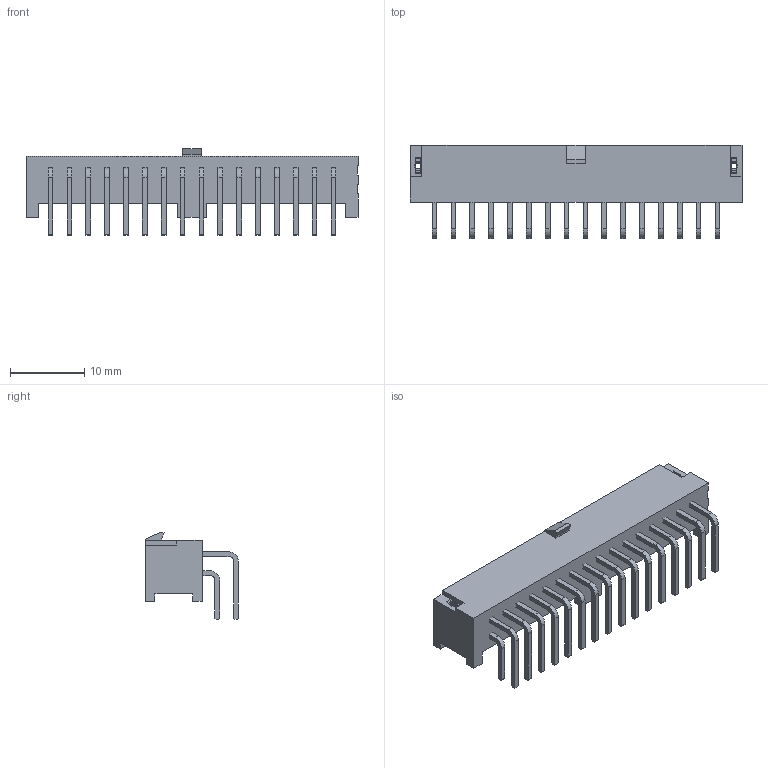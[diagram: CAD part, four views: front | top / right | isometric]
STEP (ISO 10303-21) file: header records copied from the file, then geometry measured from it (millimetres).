
FILE_DESCRIPTION(/* description */ ('STEP AP214'),/* implementation_level */ '2;1');
FILE_NAME(/* name */ 'IPL1-116-01-L-D-RE1-K',/* time_stamp */ '2025-04-08T20:23:57+02:00',/* author */ ('License CC BY-ND 4.0'),/* organization */ ('CADENAS'),/* preprocessor_version */ 'ST-DEVELOPER v19.3',/* originating_system */ 'PARTsolutions',/* authorisation */ ' ');
FILE_SCHEMA (('AUTOMOTIVE_DESIGN {1 0 10303 214 3 1 1}'));
Length unit declared in the file: inch
Products named in the file (4): IPL1-116-01-L-D-RE1-K; IPL1-116-01-D-RE1-K_HDR; T-1S64-01-16-L-D-RE1; T-1S64-01-16-L-D-RE12
Assembly tree (3 placements, depth 2):
  IPL1-116-01-L-D-RE1-K
    IPL1-116-01-D-RE1-K_HDR
    T-1S64-01-16-L-D-RE1
    T-1S64-01-16-L-D-RE12
Bounding box: 44.7 x 12.51 x 11.68 mm (x, y, z)
Volume: 1284.9 mm3; surface area: 5198.6 mm2
Topology: 3 solids, 3 shells, 856 faces, 2508 edges, 1672 vertices
Faces by surface type: plane 792, cylinder 64
Entity records: 28033 total; most frequent: CARTESIAN_POINT 5040, ORIENTED_EDGE 5016, DIRECTION 4356, EDGE_CURVE 2508, LINE 2380, VECTOR 2380, VERTEX_POINT 1672, AXIS2_PLACEMENT_3D 988
